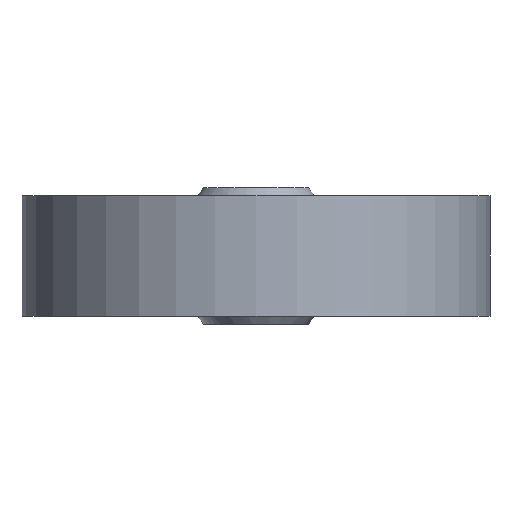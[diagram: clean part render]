
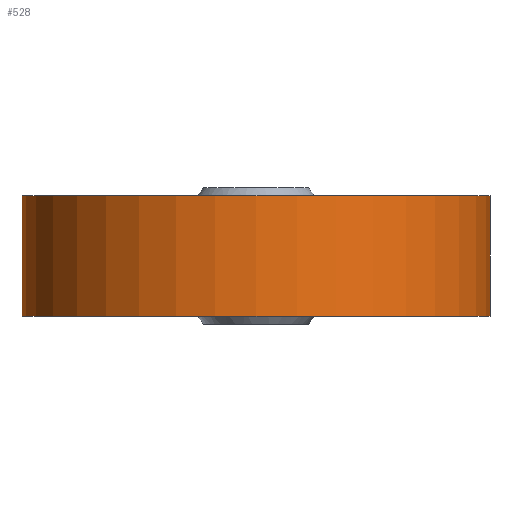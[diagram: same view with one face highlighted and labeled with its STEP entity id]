
A CAD part, front view. The second image highlights one B-rep face of the part: STEP entity #528.
In plain terms, the highlighted cylindrical face has radius 223.602 mm (diameter 447.204 mm), a partial arc.
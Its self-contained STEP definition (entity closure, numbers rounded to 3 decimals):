
#17 = EDGE_CURVE ( 'NONE', #3621, #1054, #3980, .T. ) ;
#132 = AXIS2_PLACEMENT_3D ( 'NONE', #2815, #1003, #1091 ) ;
#303 = VECTOR ( 'NONE', #583, 1000. ) ;
#306 = AXIS2_PLACEMENT_3D ( 'NONE', #4097, #3755, #645 ) ;
#528 = ADVANCED_FACE ( 'NONE', ( #3072 ), #3050, .T. ) ;
#583 = DIRECTION ( 'NONE',  ( 0., 0., 1. ) ) ;
#645 = DIRECTION ( 'NONE',  ( 1., 0., 0. ) ) ;
#655 = DIRECTION ( 'NONE',  ( 1., 0., 0. ) ) ;
#802 = ORIENTED_EDGE ( 'NONE', *, *, #2704, .F. ) ;
#807 = CARTESIAN_POINT ( 'NONE',  ( 223.602, 0., -57.5 ) ) ;
#1000 = DIRECTION ( 'NONE',  ( 0., 0., 1. ) ) ;
#1003 = DIRECTION ( 'NONE',  ( 0., 0., 1. ) ) ;
#1054 = VERTEX_POINT ( 'NONE', #2264 ) ;
#1069 = ORIENTED_EDGE ( 'NONE', *, *, #17, .T. ) ;
#1091 = DIRECTION ( 'NONE',  ( 1., 0., 0. ) ) ;
#1241 = EDGE_LOOP ( 'NONE', ( #3554, #4362, #1069, #802 ) ) ;
#1264 = EDGE_CURVE ( 'NONE', #1530, #4308, #1678, .T. ) ;
#1364 = DIRECTION ( 'NONE',  ( 0., 0., 1. ) ) ;
#1530 = VERTEX_POINT ( 'NONE', #3997 ) ;
#1678 = LINE ( 'NONE', #3085, #3483 ) ;
#2079 = CIRCLE ( 'NONE', #4111, 223.602 ) ;
#2264 = CARTESIAN_POINT ( 'NONE',  ( 223.602, 0., 57.5 ) ) ;
#2278 = CARTESIAN_POINT ( 'NONE',  ( 223.602, 0., -57.5 ) ) ;
#2308 = CIRCLE ( 'NONE', #132, 223.602 ) ;
#2704 = EDGE_CURVE ( 'NONE', #4308, #1054, #2308, .T. ) ;
#2815 = CARTESIAN_POINT ( 'NONE',  ( 0., 0., 57.5 ) ) ;
#3050 = CYLINDRICAL_SURFACE ( 'NONE', #306, 223.602 ) ;
#3072 = FACE_OUTER_BOUND ( 'NONE', #1241, .T. ) ;
#3085 = CARTESIAN_POINT ( 'NONE',  ( -223.602, 0., -57.5 ) ) ;
#3377 = CARTESIAN_POINT ( 'NONE',  ( -223.602, 0., 57.5 ) ) ;
#3483 = VECTOR ( 'NONE', #1364, 1000. ) ;
#3554 = ORIENTED_EDGE ( 'NONE', *, *, #1264, .F. ) ;
#3621 = VERTEX_POINT ( 'NONE', #807 ) ;
#3755 = DIRECTION ( 'NONE',  ( 0., 0., 1. ) ) ;
#3980 = LINE ( 'NONE', #2278, #303 ) ;
#3997 = CARTESIAN_POINT ( 'NONE',  ( -223.602, 0., -57.5 ) ) ;
#4097 = CARTESIAN_POINT ( 'NONE',  ( 0., 0., -57.5 ) ) ;
#4105 = CARTESIAN_POINT ( 'NONE',  ( 0., 0., -57.5 ) ) ;
#4111 = AXIS2_PLACEMENT_3D ( 'NONE', #4105, #1000, #655 ) ;
#4308 = VERTEX_POINT ( 'NONE', #3377 ) ;
#4321 = EDGE_CURVE ( 'NONE', #1530, #3621, #2079, .T. ) ;
#4362 = ORIENTED_EDGE ( 'NONE', *, *, #4321, .T. ) ;
